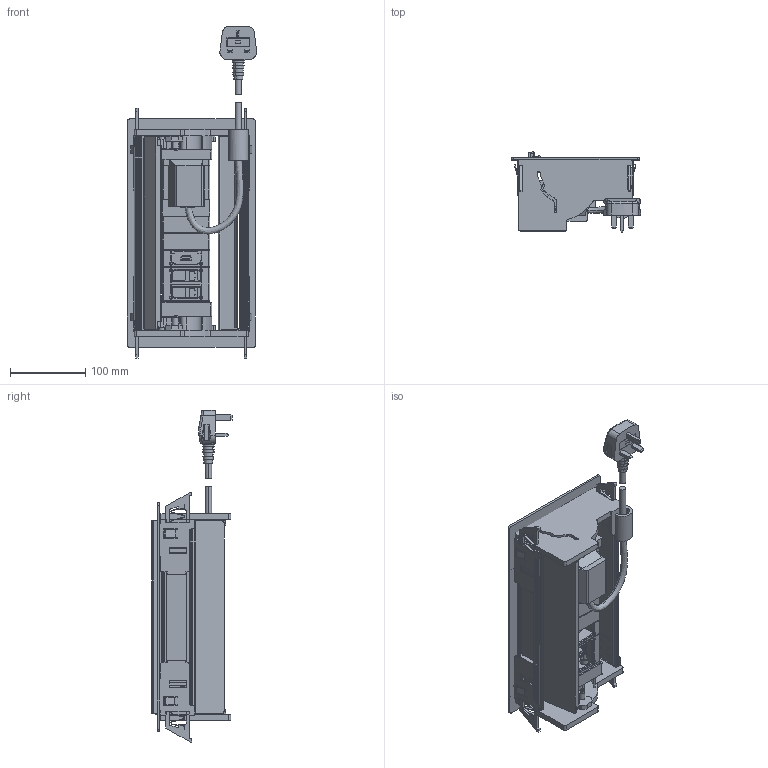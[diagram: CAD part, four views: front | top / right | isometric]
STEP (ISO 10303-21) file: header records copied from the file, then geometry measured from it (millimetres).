
FILE_DESCRIPTION(('CATIA V5 STEP Exchange','CAx-IF Rec.Pracs.--- Model Styling and Organization---1.5--- 2016-08-15','CAx-IF Rec.Pracs.---Supplemental Geometry---1.0---2011-11-01','CAx-IF Rec.Pracs.--- Composite Materials ---1.1---2010-07-15'),'2;1');
FILE_NAME('LG-654959_AllCATPart.stp','2023-10-04T09:54:55+00:00',('none'),('none'),'CATIA Version 5-6 Release 2020 SP3','CATIA V5 STEP AP214 v2','none');
FILE_SCHEMA(('AUTOMOTIVE_DESIGN { 1 0 10303 214 1 1 1 1 }'));
Products named in the file (1): LG-654959_AllCATPart
Bounding box: 171.65 x 106.57 x 440.47 mm (x, y, z)
Volume: 853686.9 mm3; surface area: 628839 mm2
Topology: 60 solids, 60 shells, 2875 faces, 7761 edges, 5040 vertices
Faces by surface type: plane 1935, cylinder 748, bspline 62, sphere 42, torus 34, extrusion 28, cone 26
Entity records: 90789 total; most frequent: CARTESIAN_POINT 21901, ORIENTED_EDGE 15426, DIRECTION 11874, EDGE_CURVE 7689, VECTOR 5749, LINE 5721, VERTEX_POINT 5016, AXIS2_PLACEMENT_3D 3743
